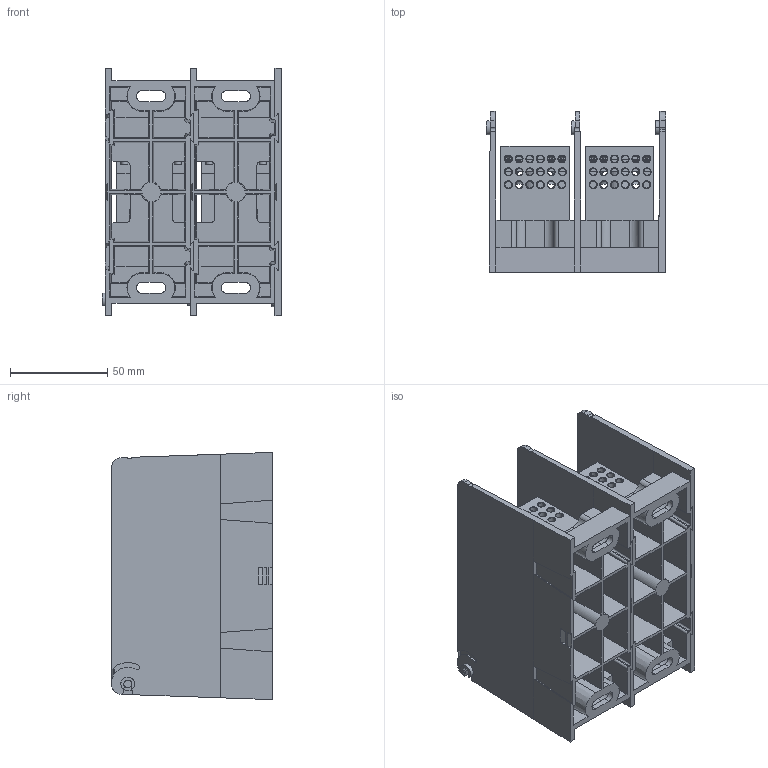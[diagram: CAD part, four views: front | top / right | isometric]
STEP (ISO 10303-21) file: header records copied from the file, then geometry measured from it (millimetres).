
FILE_DESCRIPTION (( 'STEP AP214' ), '1' );
FILE_NAME ('701930rev-2P.STEP', '2015-06-24T17:11:02', ( '' ), ( '' ), 'SwSTEP 2.0', 'SolidWorks 2014', '' );
FILE_SCHEMA (( 'AUTOMOTIVE_DESIGN' ));
Length unit declared in the file: inch
Products named in the file (1): 701930rev-2P
Bounding box: 92.16 x 82.55 x 127.01 mm (x, y, z)
Surface area: 136002.5 mm2 (no closed solid volume)
Topology: 0 solids, 60 shells, 939 faces, 3276 edges, 2174 vertices
Faces by surface type: plane 387, cone 304, cylinder 241, bspline 7
Entity records: 57647 total; most frequent: CARTESIAN_POINT 19477, ORIENTED_EDGE 5185, DIRECTION 4902, EDGE_CURVE 3220, VERTEX_POINT 2171, LINE 1644, VECTOR 1644, AXIS2_PLACEMENT_3D 1629
